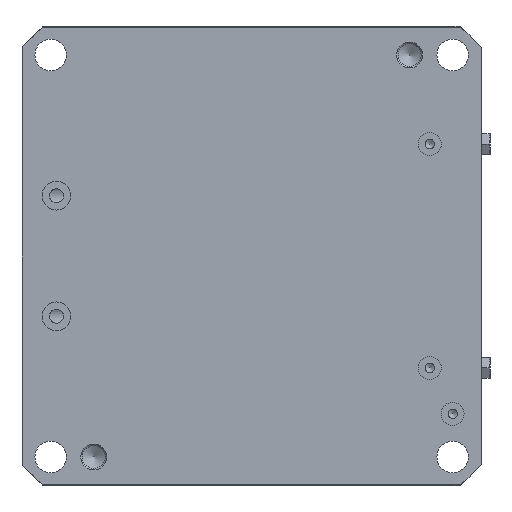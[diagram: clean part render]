
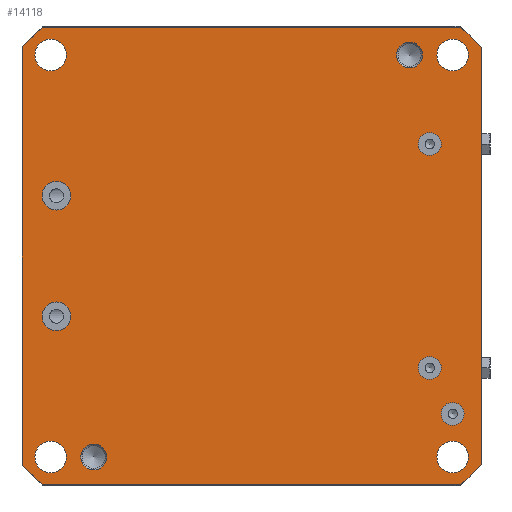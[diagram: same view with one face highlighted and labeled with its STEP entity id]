
A CAD part, front view. The second image highlights one B-rep face of the part: STEP entity #14118.
In plain terms, the highlighted planar face has unit normal (0, -1, 0).
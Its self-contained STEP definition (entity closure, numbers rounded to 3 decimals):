
#502=LINE('',#20914,#2045);
#504=LINE('',#20923,#2047);
#518=LINE('',#20962,#2061);
#519=LINE('',#20963,#2062);
#2045=VECTOR('',#16643,145.766);
#2047=VECTOR('',#16651,145.766);
#2061=VECTOR('',#16693,145.107);
#2062=VECTOR('',#16694,145.107);
#3506=PLANE('',#15153);
#4192=FACE_BOUND('',#5178,.T.);
#4193=FACE_BOUND('',#5179,.T.);
#4194=FACE_BOUND('',#5180,.T.);
#4195=FACE_BOUND('',#5181,.T.);
#4196=FACE_BOUND('',#5182,.T.);
#4197=FACE_BOUND('',#5183,.T.);
#4198=FACE_BOUND('',#5184,.T.);
#4199=FACE_BOUND('',#5185,.T.);
#4200=FACE_BOUND('',#5186,.T.);
#4201=FACE_BOUND('',#5187,.T.);
#4202=FACE_BOUND('',#5188,.T.);
#4367=FACE_OUTER_BOUND('',#5177,.T.);
#5177=EDGE_LOOP('',(#10095,#10096,#10097,#10098,#10099,#10100,#10101,#10102));
#5178=EDGE_LOOP('',(#10103));
#5179=EDGE_LOOP('',(#10104));
#5180=EDGE_LOOP('',(#10105));
#5181=EDGE_LOOP('',(#10106));
#5182=EDGE_LOOP('',(#10107));
#5183=EDGE_LOOP('',(#10108));
#5184=EDGE_LOOP('',(#10109));
#5185=EDGE_LOOP('',(#10110));
#5186=EDGE_LOOP('',(#10111));
#5187=EDGE_LOOP('',(#10112));
#5188=EDGE_LOOP('',(#10113));
#6072=CIRCLE('',#15146,108.);
#6073=CIRCLE('',#15148,108.);
#6074=CIRCLE('',#15150,108.);
#6075=CIRCLE('',#15152,108.);
#6076=CIRCLE('',#15154,5.);
#6077=CIRCLE('',#15155,5.);
#6078=CIRCLE('',#15156,4.);
#6079=CIRCLE('',#15157,4.);
#6080=CIRCLE('',#15158,4.);
#6081=CIRCLE('',#15159,4.5);
#6082=CIRCLE('',#15160,5.5);
#6083=CIRCLE('',#15161,5.5);
#6084=CIRCLE('',#15162,5.5);
#6085=CIRCLE('',#15163,5.5);
#6086=CIRCLE('',#15164,4.5);
#6452=VERTEX_POINT('',#20910);
#6453=VERTEX_POINT('',#20912);
#6455=VERTEX_POINT('',#20917);
#6457=VERTEX_POINT('',#20921);
#6465=VERTEX_POINT('',#20946);
#6466=VERTEX_POINT('',#20950);
#6467=VERTEX_POINT('',#20954);
#6468=VERTEX_POINT('',#20958);
#6469=VERTEX_POINT('',#20964);
#6470=VERTEX_POINT('',#20966);
#6471=VERTEX_POINT('',#20968);
#6472=VERTEX_POINT('',#20970);
#6473=VERTEX_POINT('',#20972);
#6474=VERTEX_POINT('',#20974);
#6475=VERTEX_POINT('',#20976);
#6476=VERTEX_POINT('',#20978);
#6477=VERTEX_POINT('',#20980);
#6478=VERTEX_POINT('',#20982);
#6479=VERTEX_POINT('',#20984);
#7910=EDGE_CURVE('',#6453,#6452,#502,.T.);
#7914=EDGE_CURVE('',#6455,#6457,#504,.T.);
#7928=EDGE_CURVE('',#6455,#6465,#6072,.T.);
#7930=EDGE_CURVE('',#6466,#6457,#6073,.T.);
#7932=EDGE_CURVE('',#6467,#6453,#6074,.T.);
#7934=EDGE_CURVE('',#6452,#6468,#6075,.T.);
#7935=EDGE_CURVE('',#6466,#6468,#518,.T.);
#7936=EDGE_CURVE('',#6465,#6467,#519,.T.);
#7937=EDGE_CURVE('',#6469,#6469,#6076,.T.);
#7938=EDGE_CURVE('',#6470,#6470,#6077,.T.);
#7939=EDGE_CURVE('',#6471,#6471,#6078,.T.);
#7940=EDGE_CURVE('',#6472,#6472,#6079,.T.);
#7941=EDGE_CURVE('',#6473,#6473,#6080,.T.);
#7942=EDGE_CURVE('',#6474,#6474,#6081,.T.);
#7943=EDGE_CURVE('',#6475,#6475,#6082,.T.);
#7944=EDGE_CURVE('',#6476,#6476,#6083,.T.);
#7945=EDGE_CURVE('',#6477,#6477,#6084,.T.);
#7946=EDGE_CURVE('',#6478,#6478,#6085,.T.);
#7947=EDGE_CURVE('',#6479,#6479,#6086,.T.);
#10095=ORIENTED_EDGE('',*,*,#7928,.F.);
#10096=ORIENTED_EDGE('',*,*,#7914,.T.);
#10097=ORIENTED_EDGE('',*,*,#7930,.F.);
#10098=ORIENTED_EDGE('',*,*,#7935,.T.);
#10099=ORIENTED_EDGE('',*,*,#7934,.F.);
#10100=ORIENTED_EDGE('',*,*,#7910,.F.);
#10101=ORIENTED_EDGE('',*,*,#7932,.F.);
#10102=ORIENTED_EDGE('',*,*,#7936,.F.);
#10103=ORIENTED_EDGE('',*,*,#7937,.T.);
#10104=ORIENTED_EDGE('',*,*,#7938,.T.);
#10105=ORIENTED_EDGE('',*,*,#7939,.T.);
#10106=ORIENTED_EDGE('',*,*,#7940,.T.);
#10107=ORIENTED_EDGE('',*,*,#7941,.T.);
#10108=ORIENTED_EDGE('',*,*,#7942,.F.);
#10109=ORIENTED_EDGE('',*,*,#7943,.T.);
#10110=ORIENTED_EDGE('',*,*,#7944,.T.);
#10111=ORIENTED_EDGE('',*,*,#7945,.T.);
#10112=ORIENTED_EDGE('',*,*,#7946,.T.);
#10113=ORIENTED_EDGE('',*,*,#7947,.F.);
#14118=ADVANCED_FACE('',(#4367,#4192,#4193,#4194,#4195,#4196,#4197,#4198,
#4199,#4200,#4201,#4202),#3506,.F.);
#15146=AXIS2_PLACEMENT_3D('',#20948,#16674,#16675);
#15148=AXIS2_PLACEMENT_3D('',#20952,#16679,#16680);
#15150=AXIS2_PLACEMENT_3D('',#20956,#16684,#16685);
#15152=AXIS2_PLACEMENT_3D('',#20960,#16689,#16690);
#15153=AXIS2_PLACEMENT_3D('',#20961,#16691,#16692);
#15154=AXIS2_PLACEMENT_3D('',#20965,#16695,#16696);
#15155=AXIS2_PLACEMENT_3D('',#20967,#16697,#16698);
#15156=AXIS2_PLACEMENT_3D('',#20969,#16699,#16700);
#15157=AXIS2_PLACEMENT_3D('',#20971,#16701,#16702);
#15158=AXIS2_PLACEMENT_3D('',#20973,#16703,#16704);
#15159=AXIS2_PLACEMENT_3D('',#20975,#16705,#16706);
#15160=AXIS2_PLACEMENT_3D('',#20977,#16707,#16708);
#15161=AXIS2_PLACEMENT_3D('',#20979,#16709,#16710);
#15162=AXIS2_PLACEMENT_3D('',#20981,#16711,#16712);
#15163=AXIS2_PLACEMENT_3D('',#20983,#16713,#16714);
#15164=AXIS2_PLACEMENT_3D('',#20985,#16715,#16716);
#16643=DIRECTION('',(-1.,0.,0.));
#16651=DIRECTION('',(-1.,0.,0.));
#16674=DIRECTION('center_axis',(0.,1.,0.));
#16675=DIRECTION('ref_axis',(0.,0.,1.));
#16679=DIRECTION('center_axis',(0.,1.,0.));
#16680=DIRECTION('ref_axis',(0.,0.,1.));
#16684=DIRECTION('center_axis',(0.,1.,0.));
#16685=DIRECTION('ref_axis',(0.,0.,1.));
#16689=DIRECTION('center_axis',(0.,1.,0.));
#16690=DIRECTION('ref_axis',(0.,0.,1.));
#16691=DIRECTION('center_axis',(0.,1.,0.));
#16692=DIRECTION('ref_axis',(0.,0.,1.));
#16693=DIRECTION('',(0.,0.,-1.));
#16694=DIRECTION('',(0.,0.,-1.));
#16695=DIRECTION('center_axis',(0.,1.,0.));
#16696=DIRECTION('ref_axis',(-1.,0.,0.));
#16697=DIRECTION('center_axis',(0.,1.,0.));
#16698=DIRECTION('ref_axis',(-1.,0.,0.));
#16699=DIRECTION('center_axis',(0.,1.,0.));
#16700=DIRECTION('ref_axis',(-1.,0.,0.));
#16701=DIRECTION('center_axis',(0.,1.,0.));
#16702=DIRECTION('ref_axis',(-1.,0.,0.));
#16703=DIRECTION('center_axis',(0.,1.,0.));
#16704=DIRECTION('ref_axis',(-1.,0.,0.));
#16705=DIRECTION('center_axis',(0.,-1.,0.));
#16706=DIRECTION('ref_axis',(0.,0.,-1.));
#16707=DIRECTION('center_axis',(0.,1.,0.));
#16708=DIRECTION('ref_axis',(0.,0.,1.));
#16709=DIRECTION('center_axis',(0.,1.,0.));
#16710=DIRECTION('ref_axis',(0.,0.,1.));
#16711=DIRECTION('center_axis',(0.,1.,0.));
#16712=DIRECTION('ref_axis',(0.,0.,1.));
#16713=DIRECTION('center_axis',(0.,1.,0.));
#16714=DIRECTION('ref_axis',(0.,0.,1.));
#16715=DIRECTION('center_axis',(0.,-1.,0.));
#16716=DIRECTION('ref_axis',(0.,0.,-1.));
#20910=CARTESIAN_POINT('',(-72.883,0.,-79.7));
#20912=CARTESIAN_POINT('',(72.883,0.,-79.7));
#20914=CARTESIAN_POINT('',(72.883,0.,-79.7));
#20917=CARTESIAN_POINT('',(72.883,0.,79.7));
#20921=CARTESIAN_POINT('',(-72.883,0.,79.7));
#20923=CARTESIAN_POINT('',(72.883,0.,79.7));
#20946=CARTESIAN_POINT('',(80.,0.,72.553));
#20948=CARTESIAN_POINT('Origin',(0.,0.,0.));
#20950=CARTESIAN_POINT('',(-80.,0.,72.553));
#20952=CARTESIAN_POINT('Origin',(0.,0.,0.));
#20954=CARTESIAN_POINT('',(80.,0.,-72.553));
#20956=CARTESIAN_POINT('Origin',(0.,0.,0.));
#20958=CARTESIAN_POINT('',(-80.,0.,-72.553));
#20960=CARTESIAN_POINT('Origin',(0.,0.,0.));
#20961=CARTESIAN_POINT('Origin',(80.,0.,-79.7));
#20962=CARTESIAN_POINT('',(-80.,0.,72.553));
#20963=CARTESIAN_POINT('',(80.,0.,72.553));
#20964=CARTESIAN_POINT('',(-63.,0.,-21.));
#20965=CARTESIAN_POINT('Origin',(-68.,0.,-21.));
#20966=CARTESIAN_POINT('',(-63.,0.,21.));
#20967=CARTESIAN_POINT('Origin',(-68.,0.,21.));
#20968=CARTESIAN_POINT('',(74.,0.,-55.));
#20969=CARTESIAN_POINT('Origin',(70.,0.,-55.));
#20970=CARTESIAN_POINT('',(66.,0.,-39.));
#20971=CARTESIAN_POINT('Origin',(62.,0.,-39.));
#20972=CARTESIAN_POINT('',(66.,0.,39.));
#20973=CARTESIAN_POINT('Origin',(62.,0.,39.));
#20974=CARTESIAN_POINT('',(-55.,0.,-74.5));
#20975=CARTESIAN_POINT('Origin',(-55.,0.,-70.));
#20976=CARTESIAN_POINT('',(-70.,0.,-64.5));
#20977=CARTESIAN_POINT('Origin',(-70.,0.,-70.));
#20978=CARTESIAN_POINT('',(70.,0.,-64.5));
#20979=CARTESIAN_POINT('Origin',(70.,0.,-70.));
#20980=CARTESIAN_POINT('',(-70.,0.,75.5));
#20981=CARTESIAN_POINT('Origin',(-70.,0.,70.));
#20982=CARTESIAN_POINT('',(70.,0.,75.5));
#20983=CARTESIAN_POINT('Origin',(70.,0.,70.));
#20984=CARTESIAN_POINT('',(55.,0.,65.5));
#20985=CARTESIAN_POINT('Origin',(55.,0.,70.));
